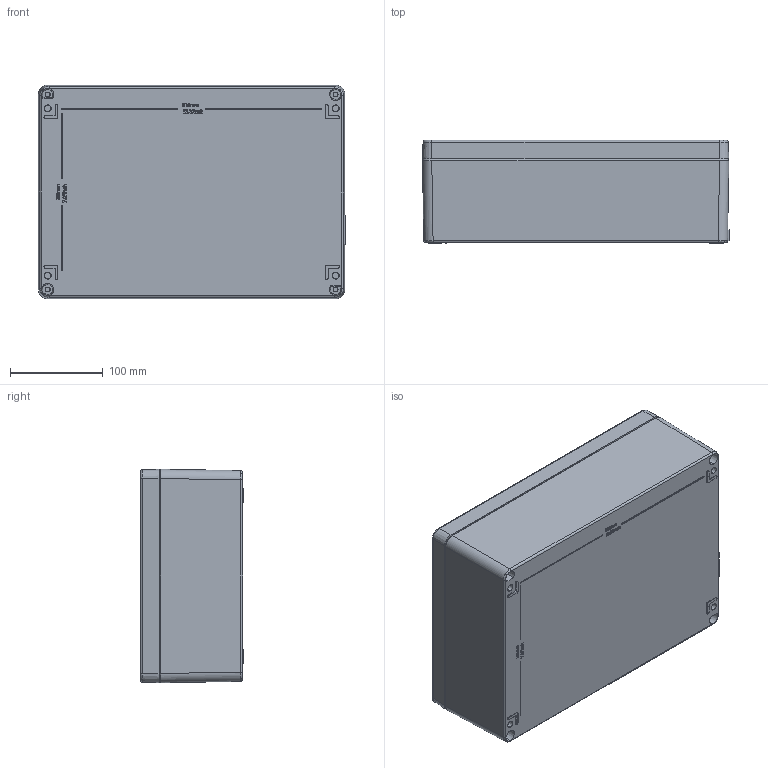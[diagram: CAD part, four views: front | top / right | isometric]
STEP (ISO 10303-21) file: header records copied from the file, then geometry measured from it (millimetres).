
FILE_DESCRIPTION (( 'STEP AP214' ), '1' );
FILE_NAME ('25233311.STEP', '2012-06-14T07:10:59', ( ' ' ), ( '' ), 'SwSTEP 2.0', 'SolidWorks 2011', '' );
FILE_SCHEMA (( 'AUTOMOTIVE_DESIGN' ));
Length unit declared in the file: millimetre
Products named in the file (10): 92081; 01233311_Ex Ausführung; 82014; 93134; 02062; 01062; 25233311; 95947; 83171; 92441
Assembly tree (12 placements, depth 3):
  25233311
    95947
    92081
    92441
    83171
    01233311_Ex Ausführung
      01062
      02062
      82014
      93134  x4
Bounding box: 330.73 x 111 x 230 mm (x, y, z)
Volume: 1311797.2 mm3; surface area: 569484.8 mm2
Topology: 11 solids, 11 shells, 1480 faces, 3619 edges, 2285 vertices
Faces by surface type: plane 621, cone 296, bspline 295, cylinder 187, torus 77, sphere 4
Entity records: 62759 total; most frequent: CARTESIAN_POINT 31803, ORIENTED_EDGE 6720, DIRECTION 5542, EDGE_CURVE 3360, VERTEX_POINT 2135, AXIS2_PLACEMENT_3D 1937, VECTOR 1668, LINE 1668
